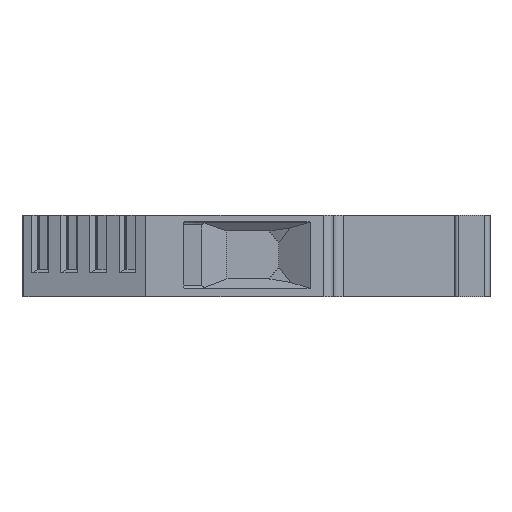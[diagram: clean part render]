
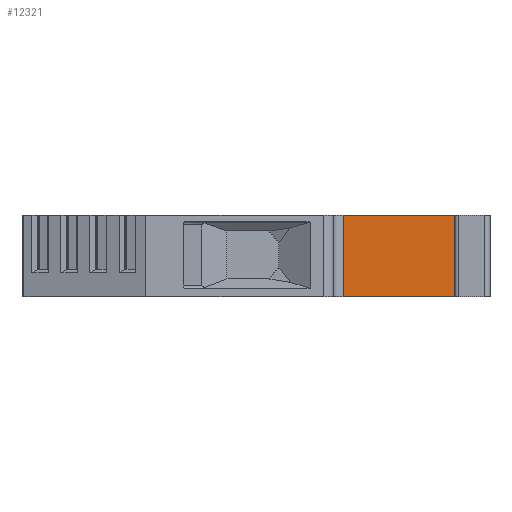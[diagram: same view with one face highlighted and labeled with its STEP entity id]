
A CAD part, left-side view. The second image highlights one B-rep face of the part: STEP entity #12321.
In plain terms, the highlighted planar face has unit normal (-1, 0, 0).
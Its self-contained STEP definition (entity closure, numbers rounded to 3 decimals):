
#44 = PLANE('',#45);
#45 = AXIS2_PLACEMENT_3D('',#46,#47,#48);
#46 = CARTESIAN_POINT('',(-0.05,0.5,0.));
#47 = DIRECTION('',(0.,0.,1.));
#48 = DIRECTION('',(1.,0.,0.));
#100 = PLANE('',#101);
#101 = AXIS2_PLACEMENT_3D('',#102,#103,#104);
#102 = CARTESIAN_POINT('',(-0.05,0.5,8.1));
#103 = DIRECTION('',(0.,0.,1.));
#104 = DIRECTION('',(1.,0.,0.));
#2868 = VERTEX_POINT('',#2869);
#2869 = CARTESIAN_POINT('',(-43.75,8.35,0.));
#2884 = CYLINDRICAL_SURFACE('',#2885,1.);
#2885 = AXIS2_PLACEMENT_3D('',#2886,#2887,#2888);
#2886 = CARTESIAN_POINT('',(-44.75,8.35,18.912));
#2887 = DIRECTION('',(0.,0.,-1.));
#2888 = DIRECTION('',(0.,1.,0.));
#2896 = EDGE_CURVE('',#2868,#2897,#2899,.T.);
#2897 = VERTEX_POINT('',#2898);
#2898 = CARTESIAN_POINT('',(-43.75,-3.7,0.));
#2899 = SURFACE_CURVE('',#2900,(#2904,#2911),.PCURVE_S1.);
#2900 = LINE('',#2901,#2902);
#2901 = CARTESIAN_POINT('',(-43.75,8.35,0.));
#2902 = VECTOR('',#2903,1.);
#2903 = DIRECTION('',(0.,-1.,0.));
#2904 = PCURVE('',#44,#2905);
#2905 = DEFINITIONAL_REPRESENTATION('',(#2906),#2910);
#2906 = LINE('',#2907,#2908);
#2907 = CARTESIAN_POINT('',(-43.7,7.85));
#2908 = VECTOR('',#2909,1.);
#2909 = DIRECTION('',(0.,-1.));
#2910 = ( GEOMETRIC_REPRESENTATION_CONTEXT(2) 
PARAMETRIC_REPRESENTATION_CONTEXT() REPRESENTATION_CONTEXT('2D SPACE',''
  ) );
#2911 = PCURVE('',#2912,#2917);
#2912 = PLANE('',#2913);
#2913 = AXIS2_PLACEMENT_3D('',#2914,#2915,#2916);
#2914 = CARTESIAN_POINT('',(-43.75,9.35,8.1));
#2915 = DIRECTION('',(-1.,0.,0.));
#2916 = DIRECTION('',(0.,-1.,0.));
#2917 = DEFINITIONAL_REPRESENTATION('',(#2918),#2922);
#2918 = LINE('',#2919,#2920);
#2919 = CARTESIAN_POINT('',(1.,-8.1));
#2920 = VECTOR('',#2921,1.);
#2921 = DIRECTION('',(1.,0.));
#2922 = ( GEOMETRIC_REPRESENTATION_CONTEXT(2) 
PARAMETRIC_REPRESENTATION_CONTEXT() REPRESENTATION_CONTEXT('2D SPACE',''
  ) );
#2941 = CYLINDRICAL_SURFACE('',#2942,0.3);
#2942 = AXIS2_PLACEMENT_3D('',#2943,#2944,#2945);
#2943 = CARTESIAN_POINT('',(-44.05,-3.7,18.912));
#2944 = DIRECTION('',(0.,0.,-1.));
#2945 = DIRECTION('',(1.,0.,0.));
#7108 = VERTEX_POINT('',#7109);
#7109 = CARTESIAN_POINT('',(-43.75,-3.7,8.1));
#7135 = EDGE_CURVE('',#7136,#7108,#7138,.T.);
#7136 = VERTEX_POINT('',#7137);
#7137 = CARTESIAN_POINT('',(-43.75,8.35,8.1));
#7138 = SURFACE_CURVE('',#7139,(#7143,#7150),.PCURVE_S1.);
#7139 = LINE('',#7140,#7141);
#7140 = CARTESIAN_POINT('',(-43.75,8.35,8.1));
#7141 = VECTOR('',#7142,1.);
#7142 = DIRECTION('',(0.,-1.,0.));
#7143 = PCURVE('',#100,#7144);
#7144 = DEFINITIONAL_REPRESENTATION('',(#7145),#7149);
#7145 = LINE('',#7146,#7147);
#7146 = CARTESIAN_POINT('',(-43.7,7.85));
#7147 = VECTOR('',#7148,1.);
#7148 = DIRECTION('',(0.,-1.));
#7149 = ( GEOMETRIC_REPRESENTATION_CONTEXT(2) 
PARAMETRIC_REPRESENTATION_CONTEXT() REPRESENTATION_CONTEXT('2D SPACE',''
  ) );
#7150 = PCURVE('',#2912,#7151);
#7151 = DEFINITIONAL_REPRESENTATION('',(#7152),#7156);
#7152 = LINE('',#7153,#7154);
#7153 = CARTESIAN_POINT('',(1.,0.));
#7154 = VECTOR('',#7155,1.);
#7155 = DIRECTION('',(1.,0.));
#7156 = ( GEOMETRIC_REPRESENTATION_CONTEXT(2) 
PARAMETRIC_REPRESENTATION_CONTEXT() REPRESENTATION_CONTEXT('2D SPACE',''
  ) );
#12300 = EDGE_CURVE('',#7136,#2868,#12301,.T.);
#12301 = SURFACE_CURVE('',#12302,(#12306,#12313),.PCURVE_S1.);
#12302 = LINE('',#12303,#12304);
#12303 = CARTESIAN_POINT('',(-43.75,8.35,8.1));
#12304 = VECTOR('',#12305,1.);
#12305 = DIRECTION('',(0.,0.,-1.));
#12306 = PCURVE('',#2884,#12307);
#12307 = DEFINITIONAL_REPRESENTATION('',(#12308),#12312);
#12308 = LINE('',#12309,#12310);
#12309 = CARTESIAN_POINT('',(1.571,10.812));
#12310 = VECTOR('',#12311,1.);
#12311 = DIRECTION('',(0.,1.));
#12312 = ( GEOMETRIC_REPRESENTATION_CONTEXT(2) 
PARAMETRIC_REPRESENTATION_CONTEXT() REPRESENTATION_CONTEXT('2D SPACE',''
  ) );
#12313 = PCURVE('',#2912,#12314);
#12314 = DEFINITIONAL_REPRESENTATION('',(#12315),#12319);
#12315 = LINE('',#12316,#12317);
#12316 = CARTESIAN_POINT('',(1.,0.));
#12317 = VECTOR('',#12318,1.);
#12318 = DIRECTION('',(0.,-1.));
#12319 = ( GEOMETRIC_REPRESENTATION_CONTEXT(2) 
PARAMETRIC_REPRESENTATION_CONTEXT() REPRESENTATION_CONTEXT('2D SPACE',''
  ) );
#12321 = ADVANCED_FACE('',(#12322),#2912,.T.);
#12322 = FACE_BOUND('',#12323,.F.);
#12323 = EDGE_LOOP('',(#12324,#12345,#12346,#12347));
#12324 = ORIENTED_EDGE('',*,*,#12325,.F.);
#12325 = EDGE_CURVE('',#2897,#7108,#12326,.T.);
#12326 = SURFACE_CURVE('',#12327,(#12331,#12338),.PCURVE_S1.);
#12327 = LINE('',#12328,#12329);
#12328 = CARTESIAN_POINT('',(-43.75,-3.7,0.));
#12329 = VECTOR('',#12330,1.);
#12330 = DIRECTION('',(0.,0.,1.));
#12331 = PCURVE('',#2912,#12332);
#12332 = DEFINITIONAL_REPRESENTATION('',(#12333),#12337);
#12333 = LINE('',#12334,#12335);
#12334 = CARTESIAN_POINT('',(13.05,-8.1));
#12335 = VECTOR('',#12336,1.);
#12336 = DIRECTION('',(0.,1.));
#12337 = ( GEOMETRIC_REPRESENTATION_CONTEXT(2) 
PARAMETRIC_REPRESENTATION_CONTEXT() REPRESENTATION_CONTEXT('2D SPACE',''
  ) );
#12338 = PCURVE('',#2941,#12339);
#12339 = DEFINITIONAL_REPRESENTATION('',(#12340),#12344);
#12340 = LINE('',#12341,#12342);
#12341 = CARTESIAN_POINT('',(0.,18.912));
#12342 = VECTOR('',#12343,1.);
#12343 = DIRECTION('',(0.,-1.));
#12344 = ( GEOMETRIC_REPRESENTATION_CONTEXT(2) 
PARAMETRIC_REPRESENTATION_CONTEXT() REPRESENTATION_CONTEXT('2D SPACE',''
  ) );
#12345 = ORIENTED_EDGE('',*,*,#2896,.F.);
#12346 = ORIENTED_EDGE('',*,*,#12300,.F.);
#12347 = ORIENTED_EDGE('',*,*,#7135,.T.);
